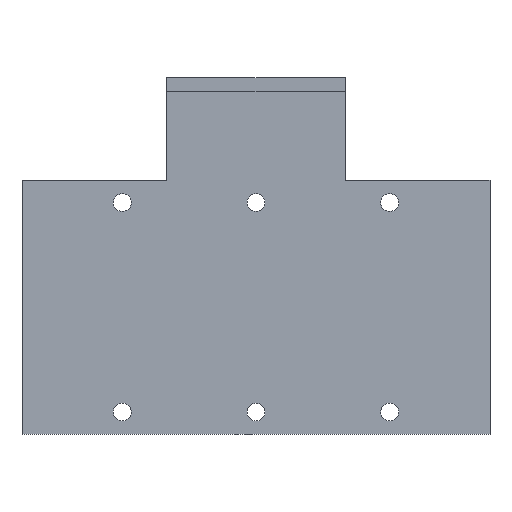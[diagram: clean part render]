
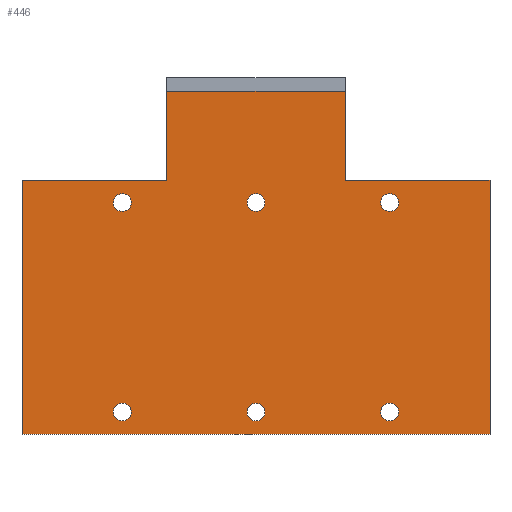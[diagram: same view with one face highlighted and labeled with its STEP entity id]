
A CAD part, top view. The second image highlights one B-rep face of the part: STEP entity #446.
In plain terms, the highlighted planar face has unit normal (0, 0, 1).
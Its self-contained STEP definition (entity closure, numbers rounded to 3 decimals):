
#25=FACE_BOUND('',#93,.T.);
#26=FACE_BOUND('',#94,.T.);
#27=FACE_BOUND('',#95,.T.);
#28=FACE_BOUND('',#96,.T.);
#29=FACE_BOUND('',#97,.T.);
#30=FACE_BOUND('',#98,.T.);
#45=CIRCLE('',#489,2.);
#46=CIRCLE('',#490,2.);
#47=CIRCLE('',#491,2.);
#48=CIRCLE('',#492,2.);
#49=CIRCLE('',#493,2.);
#50=CIRCLE('',#494,2.);
#70=FACE_OUTER_BOUND('',#92,.T.);
#92=EDGE_LOOP('',(#333,#334,#335,#336,#337,#338,#339,#340));
#93=EDGE_LOOP('',(#341));
#94=EDGE_LOOP('',(#342));
#95=EDGE_LOOP('',(#343));
#96=EDGE_LOOP('',(#344));
#97=EDGE_LOOP('',(#345));
#98=EDGE_LOOP('',(#346));
#129=LINE('',#655,#169);
#135=LINE('',#667,#175);
#138=LINE('',#674,#178);
#142=LINE('',#682,#182);
#147=LINE('',#692,#187);
#150=LINE('',#697,#190);
#151=LINE('',#699,#191);
#152=LINE('',#700,#192);
#169=VECTOR('',#529,10.);
#175=VECTOR('',#537,10.);
#178=VECTOR('',#542,10.);
#182=VECTOR('',#548,10.);
#187=VECTOR('',#555,10.);
#190=VECTOR('',#560,10.);
#191=VECTOR('',#561,10.);
#192=VECTOR('',#562,10.);
#209=VERTEX_POINT('',#653);
#210=VERTEX_POINT('',#654);
#215=VERTEX_POINT('',#665);
#217=VERTEX_POINT('',#672);
#218=VERTEX_POINT('',#673);
#221=VERTEX_POINT('',#681);
#225=VERTEX_POINT('',#691);
#227=VERTEX_POINT('',#698);
#228=VERTEX_POINT('',#701);
#229=VERTEX_POINT('',#703);
#230=VERTEX_POINT('',#705);
#231=VERTEX_POINT('',#707);
#232=VERTEX_POINT('',#709);
#233=VERTEX_POINT('',#711);
#249=EDGE_CURVE('',#209,#210,#129,.T.);
#255=EDGE_CURVE('',#210,#215,#135,.T.);
#258=EDGE_CURVE('',#217,#218,#138,.T.);
#262=EDGE_CURVE('',#221,#217,#142,.T.);
#267=EDGE_CURVE('',#225,#209,#147,.T.);
#270=EDGE_CURVE('',#215,#221,#150,.T.);
#271=EDGE_CURVE('',#218,#227,#151,.T.);
#272=EDGE_CURVE('',#227,#225,#152,.T.);
#273=EDGE_CURVE('',#228,#228,#45,.T.);
#274=EDGE_CURVE('',#229,#229,#46,.T.);
#275=EDGE_CURVE('',#230,#230,#47,.T.);
#276=EDGE_CURVE('',#231,#231,#48,.T.);
#277=EDGE_CURVE('',#232,#232,#49,.T.);
#278=EDGE_CURVE('',#233,#233,#50,.T.);
#333=ORIENTED_EDGE('',*,*,#249,.T.);
#334=ORIENTED_EDGE('',*,*,#255,.T.);
#335=ORIENTED_EDGE('',*,*,#270,.T.);
#336=ORIENTED_EDGE('',*,*,#262,.T.);
#337=ORIENTED_EDGE('',*,*,#258,.T.);
#338=ORIENTED_EDGE('',*,*,#271,.T.);
#339=ORIENTED_EDGE('',*,*,#272,.T.);
#340=ORIENTED_EDGE('',*,*,#267,.T.);
#341=ORIENTED_EDGE('',*,*,#273,.T.);
#342=ORIENTED_EDGE('',*,*,#274,.T.);
#343=ORIENTED_EDGE('',*,*,#275,.T.);
#344=ORIENTED_EDGE('',*,*,#276,.T.);
#345=ORIENTED_EDGE('',*,*,#277,.T.);
#346=ORIENTED_EDGE('',*,*,#278,.T.);
#434=PLANE('',#488);
#446=ADVANCED_FACE('',(#70,#25,#26,#27,#28,#29,#30),#434,.T.);
#488=AXIS2_PLACEMENT_3D('',#696,#558,#559);
#489=AXIS2_PLACEMENT_3D('',#702,#563,#564);
#490=AXIS2_PLACEMENT_3D('',#704,#565,#566);
#491=AXIS2_PLACEMENT_3D('',#706,#567,#568);
#492=AXIS2_PLACEMENT_3D('',#708,#569,#570);
#493=AXIS2_PLACEMENT_3D('',#710,#571,#572);
#494=AXIS2_PLACEMENT_3D('',#712,#573,#574);
#529=DIRECTION('',(-1.,0.,0.));
#537=DIRECTION('',(0.,1.,0.));
#542=DIRECTION('',(-1.,0.,0.));
#548=DIRECTION('',(0.,-1.,0.));
#555=DIRECTION('',(0.,1.,0.));
#558=DIRECTION('center_axis',(0.,0.,1.));
#559=DIRECTION('ref_axis',(1.,0.,0.));
#560=DIRECTION('',(-1.,0.,0.));
#561=DIRECTION('',(0.,-1.,0.));
#562=DIRECTION('',(1.,0.,0.));
#563=DIRECTION('center_axis',(0.,0.,-1.));
#564=DIRECTION('ref_axis',(1.,0.,0.));
#565=DIRECTION('center_axis',(0.,0.,-1.));
#566=DIRECTION('ref_axis',(1.,0.,0.));
#567=DIRECTION('center_axis',(0.,0.,-1.));
#568=DIRECTION('ref_axis',(1.,0.,0.));
#569=DIRECTION('center_axis',(0.,0.,-1.));
#570=DIRECTION('ref_axis',(1.,0.,0.));
#571=DIRECTION('center_axis',(0.,0.,-1.));
#572=DIRECTION('ref_axis',(1.,0.,0.));
#573=DIRECTION('center_axis',(0.,0.,-1.));
#574=DIRECTION('ref_axis',(1.,0.,0.));
#653=CARTESIAN_POINT('',(48.33,14.324,3.));
#654=CARTESIAN_POINT('',(15.83,14.324,3.));
#655=CARTESIAN_POINT('',(5.83,14.324,3.));
#665=CARTESIAN_POINT('',(15.83,34.324,3.));
#667=CARTESIAN_POINT('',(15.83,17.324,3.));
#672=CARTESIAN_POINT('',(-24.17,14.324,3.));
#673=CARTESIAN_POINT('',(-56.67,14.324,3.));
#674=CARTESIAN_POINT('',(-30.42,14.324,3.));
#681=CARTESIAN_POINT('',(-24.17,34.324,3.));
#682=CARTESIAN_POINT('',(-24.17,5.824,3.));
#691=CARTESIAN_POINT('',(48.33,-42.676,3.));
#692=CARTESIAN_POINT('',(48.33,-42.676,3.));
#696=CARTESIAN_POINT('Origin',(-4.17,-2.676,3.));
#697=CARTESIAN_POINT('',(-30.42,34.324,3.));
#698=CARTESIAN_POINT('',(-56.67,-42.676,3.));
#699=CARTESIAN_POINT('',(-56.67,37.324,3.));
#700=CARTESIAN_POINT('',(-56.67,-42.676,3.));
#701=CARTESIAN_POINT('',(23.83,9.324,3.));
#702=CARTESIAN_POINT('Origin',(25.83,9.324,3.));
#703=CARTESIAN_POINT('',(23.83,-37.676,3.));
#704=CARTESIAN_POINT('Origin',(25.83,-37.676,3.));
#705=CARTESIAN_POINT('',(-6.17,9.324,3.));
#706=CARTESIAN_POINT('Origin',(-4.17,9.324,3.));
#707=CARTESIAN_POINT('',(-36.17,-37.676,3.));
#708=CARTESIAN_POINT('Origin',(-34.17,-37.676,3.));
#709=CARTESIAN_POINT('',(-6.17,-37.676,3.));
#710=CARTESIAN_POINT('Origin',(-4.17,-37.676,3.));
#711=CARTESIAN_POINT('',(-36.17,9.324,3.));
#712=CARTESIAN_POINT('Origin',(-34.17,9.324,3.));
